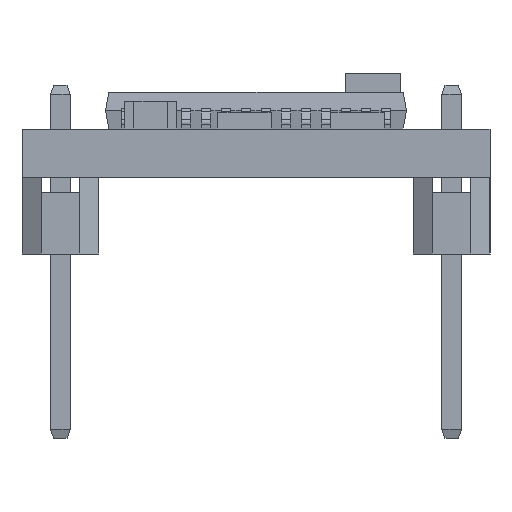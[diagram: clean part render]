
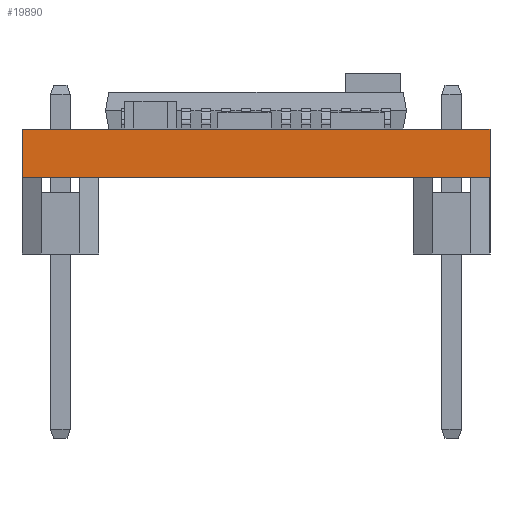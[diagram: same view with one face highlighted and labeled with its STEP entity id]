
A CAD part, front view. The second image highlights one B-rep face of the part: STEP entity #19890.
In plain terms, the highlighted planar face has unit normal (0, -1, 0).
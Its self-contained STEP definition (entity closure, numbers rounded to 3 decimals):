
#937 = EDGE_LOOP ( 'NONE', ( #56726, #26715, #41150, #34041 ) ) ;
#2023 = CARTESIAN_POINT ( 'NONE',  ( 0., 0., 1.57 ) ) ;
#3130 = VECTOR ( 'NONE', #57272, 1000. ) ;
#6429 = LINE ( 'NONE', #47093, #3130 ) ;
#8402 = DIRECTION ( 'NONE',  ( 1., 0., 0. ) ) ;
#9375 = LINE ( 'NONE', #19183, #63269 ) ;
#12954 = EDGE_CURVE ( 'NONE', #47497, #53771, #35577, .T. ) ;
#13616 = CARTESIAN_POINT ( 'NONE',  ( 15.24, 0., 1.57 ) ) ;
#15888 = DIRECTION ( 'NONE',  ( 0., 0., 1. ) ) ;
#17229 = FACE_OUTER_BOUND ( 'NONE', #937, .T. ) ;
#19183 = CARTESIAN_POINT ( 'NONE',  ( 0., 0., 1.57 ) ) ;
#19890 = ADVANCED_FACE ( 'NONE', ( #17229 ), #58587, .F. ) ;
#21036 = VECTOR ( 'NONE', #25762, 1000. ) ;
#21299 = CARTESIAN_POINT ( 'NONE',  ( 0., 0., 0. ) ) ;
#25762 = DIRECTION ( 'NONE',  ( 1., 0., 0. ) ) ;
#26197 = CARTESIAN_POINT ( 'NONE',  ( 0., 0., 0. ) ) ;
#26715 = ORIENTED_EDGE ( 'NONE', *, *, #63861, .F. ) ;
#29604 = CARTESIAN_POINT ( 'NONE',  ( 15.24, 0., 1.57 ) ) ;
#32778 = DIRECTION ( 'NONE',  ( 0., 1., 0. ) ) ;
#34041 = ORIENTED_EDGE ( 'NONE', *, *, #34642, .T. ) ;
#34642 = EDGE_CURVE ( 'NONE', #57138, #47497, #6429, .T. ) ;
#35577 = LINE ( 'NONE', #21299, #21036 ) ;
#40330 = AXIS2_PLACEMENT_3D ( 'NONE', #2023, #32778, #15888 ) ;
#41150 = ORIENTED_EDGE ( 'NONE', *, *, #59035, .F. ) ;
#42830 = CARTESIAN_POINT ( 'NONE',  ( 0., 0., 1.57 ) ) ;
#43319 = VERTEX_POINT ( 'NONE', #29604 ) ;
#47093 = CARTESIAN_POINT ( 'NONE',  ( 0., 0., 1.57 ) ) ;
#47497 = VERTEX_POINT ( 'NONE', #26197 ) ;
#48862 = DIRECTION ( 'NONE',  ( 0., 0., -1. ) ) ;
#53771 = VERTEX_POINT ( 'NONE', #55068 ) ;
#54162 = VECTOR ( 'NONE', #48862, 1000. ) ;
#55068 = CARTESIAN_POINT ( 'NONE',  ( 15.24, 0., 0. ) ) ;
#56726 = ORIENTED_EDGE ( 'NONE', *, *, #12954, .T. ) ;
#57138 = VERTEX_POINT ( 'NONE', #42830 ) ;
#57272 = DIRECTION ( 'NONE',  ( 0., 0., -1. ) ) ;
#58587 = PLANE ( 'NONE',  #40330 ) ;
#59035 = EDGE_CURVE ( 'NONE', #57138, #43319, #9375, .T. ) ;
#59401 = LINE ( 'NONE', #13616, #54162 ) ;
#63269 = VECTOR ( 'NONE', #8402, 1000. ) ;
#63861 = EDGE_CURVE ( 'NONE', #43319, #53771, #59401, .T. ) ;
